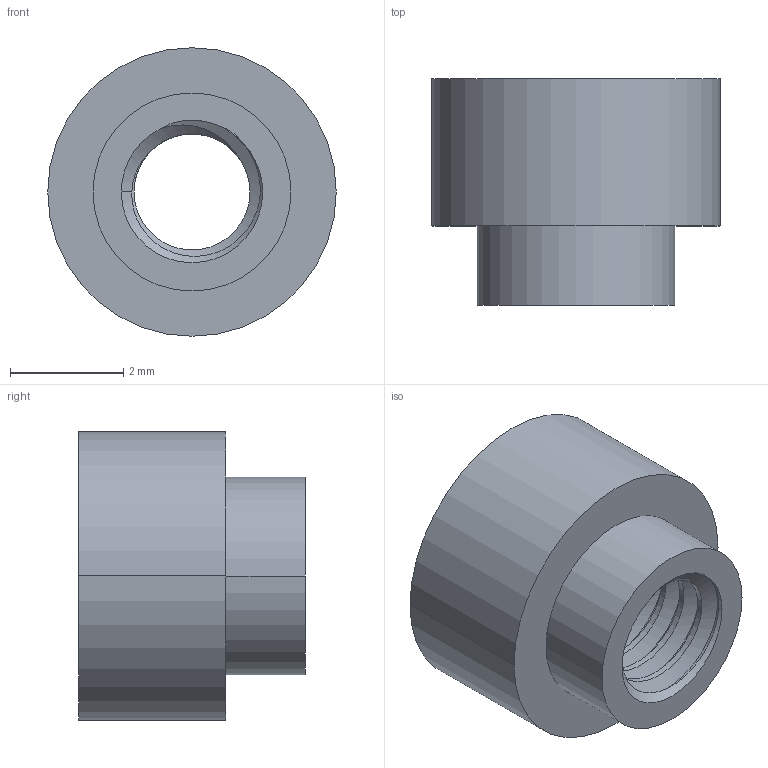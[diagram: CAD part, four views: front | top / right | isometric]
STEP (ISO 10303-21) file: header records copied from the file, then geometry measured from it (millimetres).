
FILE_DESCRIPTION (( 'STEP AP214' ), '1' );
FILE_NAME ('9774025151R.STEP', '2022-04-13T06:42:33', ( '' ), ( '' ), 'SwSTEP 2.0', 'SolidWorks 2017', '' );
FILE_SCHEMA (( 'AUTOMOTIVE_DESIGN' ));
Length unit declared in the file: millimetre
Products named in the file (1): 9774025151R
Bounding box: 5.1 x 4 x 5.1 mm (x, y, z)
Volume: 50.2 mm3; surface area: 134.6 mm2
Topology: 1 solids, 1 shells, 33 faces, 90 edges, 60 vertices
Faces by surface type: cylinder 21, cone 6, plane 3, bspline 3
Entity records: 2397 total; most frequent: CARTESIAN_POINT 1651, ORIENTED_EDGE 180, DIRECTION 118, EDGE_CURVE 90, VERTEX_POINT 60, AXIS2_PLACEMENT_3D 47, EDGE_LOOP 36, ADVANCED_FACE 33
